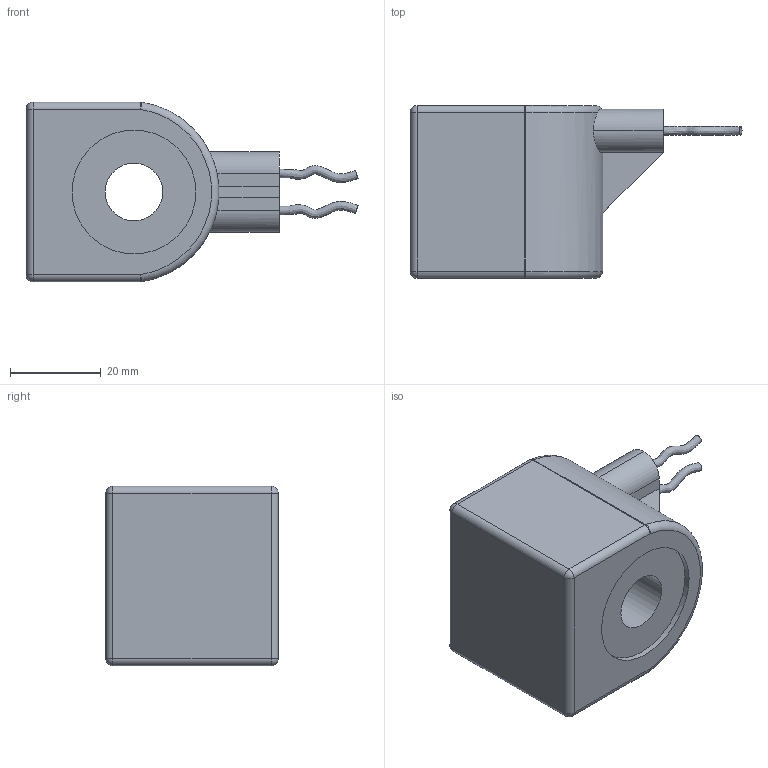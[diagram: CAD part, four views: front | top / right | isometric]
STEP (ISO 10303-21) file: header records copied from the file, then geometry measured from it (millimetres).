
FILE_DESCRIPTION( ( 'STEP Version 203' ), '1' );
FILE_NAME( ' ', '11/16/09 10:42:54', ( 'jphiggin' ), ( ' ' ), 'PSStep 10.1', 'DesignModeler STEP Output', ' ' );
FILE_SCHEMA( ( 'AUTOMOTIVE_DESIGN { 1 0 10303 214 1 1 1 1 }' ) );
Length unit declared in the file: metre
Products named in the file (1): 1
Bounding box: 73.22 x 38.1 x 39.62 mm (x, y, z)
Volume: 54765.2 mm3; surface area: 10783.2 mm2
Topology: 1 solids, 1 shells, 45 faces, 99 edges, 55 vertices
Faces by surface type: cylinder 18, plane 15, sphere 8, bspline 2, torus 2
Full cylindrical faces by diameter (mm): 12.7 x1, 27.305 x1
Entity records: 1758 total; most frequent: CARTESIAN_POINT 436, DIRECTION 216, ORIENTED_EDGE 176, AXIS2_PLACEMENT_3D 90, EDGE_CURVE 88, EDGE_LOOP 54, VERTEX_POINT 52, FACE_OUTER_BOUND 49
